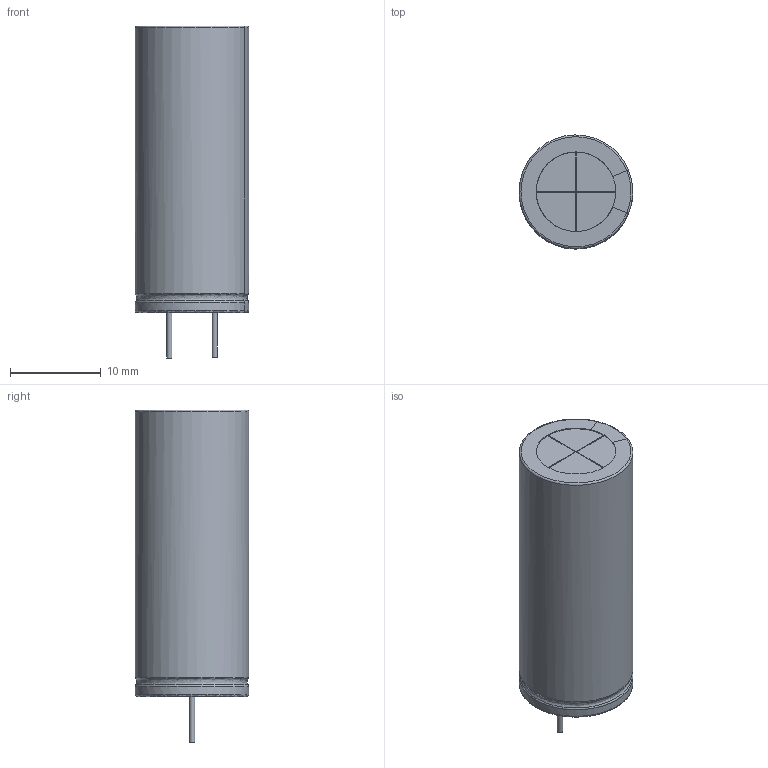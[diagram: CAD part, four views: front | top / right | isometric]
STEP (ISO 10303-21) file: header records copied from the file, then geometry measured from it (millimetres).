
FILE_DESCRIPTION(/* description */ ('model of CP_Radial_D12.5mm_H31.5mm_P5.00mm'),/* implementation_level */ '2;1');
FILE_NAME(/* name */ 'CP_Radial_D12.5mm_H31.5mm_P5.00mm.step',/* time_stamp */ '2019-11-22T03:14:40',/* author */ ('kicad StepUp','ksu'),/* organization */ ('FreeCAD'),/* preprocessor_version */ 'OCC',/* originating_system */ 'kicad StepUp',/* authorisation */ '');
FILE_SCHEMA(('AUTOMOTIVE_DESIGN { 1 0 10303 214 1 1 1 1 }'));
Length unit declared in the file: millimetre
Products named in the file (1): CP_Radial_D125mm_H315mm_P500mm
Bounding box: 12.5 x 12.5 x 36.5 mm (x, y, z)
Volume: 3838.9 mm3; surface area: 1633.2 mm2
Topology: 1 solids, 2 shells, 52 faces, 154 edges, 115 vertices
Faces by surface type: plane 23, cylinder 19, bspline 4, revolution 4, torus 2
Full cylindrical faces by diameter (mm): 0.6 x2
Entity records: 5246 total; most frequent: CARTESIAN_POINT 2064, DIRECTION 435, ORIENTED_EDGE 308, PCURVE 308, DEFINITIONAL_REPRESENTATION 308, LINE 200, VECTOR 200, B_SPLINE_CURVE_WITH_KNOTS 178
